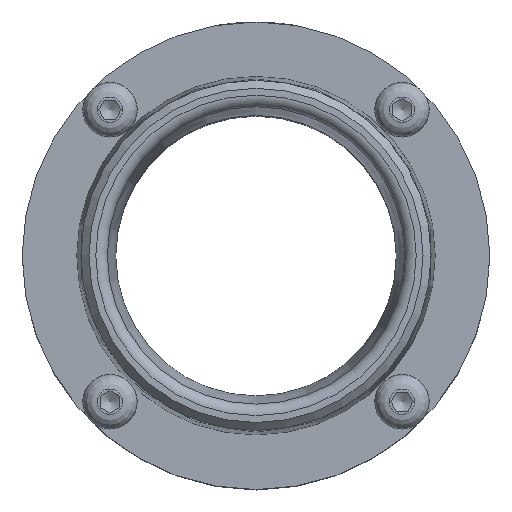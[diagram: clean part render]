
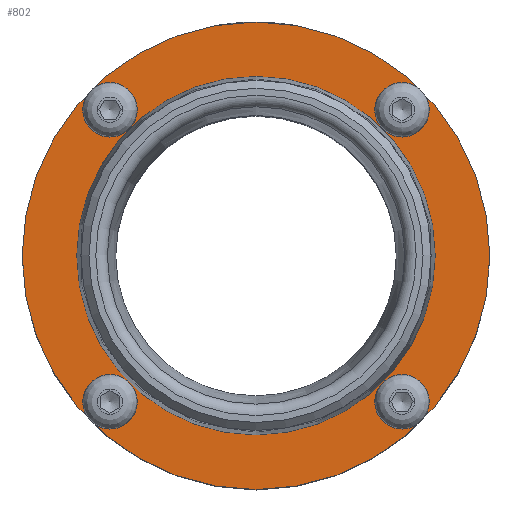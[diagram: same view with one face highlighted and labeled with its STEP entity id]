
A CAD part, top view. The second image highlights one B-rep face of the part: STEP entity #802.
In plain terms, the highlighted planar face has unit normal (0, 0, 1).
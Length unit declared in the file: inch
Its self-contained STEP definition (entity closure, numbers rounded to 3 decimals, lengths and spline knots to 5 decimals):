
#68=PLANE('',#954);
#119=CIRCLE('',#911,0.14063);
#121=CIRCLE('',#914,0.14063);
#123=CIRCLE('',#917,0.14063);
#125=CIRCLE('',#920,0.14063);
#126=CIRCLE('',#922,1.875);
#142=CIRCLE('',#953,1.3675);
#202=FACE_BOUND('',#389,.T.);
#203=FACE_BOUND('',#390,.T.);
#204=FACE_BOUND('',#391,.T.);
#205=FACE_BOUND('',#392,.T.);
#206=FACE_BOUND('',#393,.T.);
#277=FACE_OUTER_BOUND('',#388,.T.);
#388=EDGE_LOOP('',(#694));
#389=EDGE_LOOP('',(#695));
#390=EDGE_LOOP('',(#696));
#391=EDGE_LOOP('',(#697));
#392=EDGE_LOOP('',(#698));
#393=EDGE_LOOP('',(#699));
#471=VERTEX_POINT('',#1550);
#473=VERTEX_POINT('',#1555);
#475=VERTEX_POINT('',#1560);
#477=VERTEX_POINT('',#1565);
#478=VERTEX_POINT('',#1568);
#494=VERTEX_POINT('',#1615);
#544=EDGE_CURVE('',#471,#471,#119,.T.);
#546=EDGE_CURVE('',#473,#473,#121,.T.);
#548=EDGE_CURVE('',#475,#475,#123,.T.);
#550=EDGE_CURVE('',#477,#477,#125,.T.);
#551=EDGE_CURVE('',#478,#478,#126,.T.);
#567=EDGE_CURVE('',#494,#494,#142,.T.);
#694=ORIENTED_EDGE('',*,*,#551,.F.);
#695=ORIENTED_EDGE('',*,*,#544,.T.);
#696=ORIENTED_EDGE('',*,*,#546,.T.);
#697=ORIENTED_EDGE('',*,*,#548,.T.);
#698=ORIENTED_EDGE('',*,*,#550,.T.);
#699=ORIENTED_EDGE('',*,*,#567,.T.);
#802=ADVANCED_FACE('',(#277,#202,#203,#204,#205,#206),#68,.T.);
#911=AXIS2_PLACEMENT_3D('',#1551,#1090,#1091);
#914=AXIS2_PLACEMENT_3D('',#1556,#1096,#1097);
#917=AXIS2_PLACEMENT_3D('',#1561,#1102,#1103);
#920=AXIS2_PLACEMENT_3D('',#1566,#1108,#1109);
#922=AXIS2_PLACEMENT_3D('',#1569,#1112,#1113);
#953=AXIS2_PLACEMENT_3D('',#1616,#1174,#1175);
#954=AXIS2_PLACEMENT_3D('',#1617,#1176,#1177);
#1090=DIRECTION('center_axis',(0.,0.,-1.));
#1091=DIRECTION('ref_axis',(0.,1.,0.));
#1096=DIRECTION('center_axis',(0.,0.,-1.));
#1097=DIRECTION('ref_axis',(-1.,0.,0.));
#1102=DIRECTION('center_axis',(0.,0.,-1.));
#1103=DIRECTION('ref_axis',(0.,-1.,0.));
#1108=DIRECTION('center_axis',(0.,0.,-1.));
#1109=DIRECTION('ref_axis',(1.,0.,0.));
#1112=DIRECTION('center_axis',(0.,0.,-1.));
#1113=DIRECTION('ref_axis',(1.,0.,0.));
#1174=DIRECTION('center_axis',(0.,0.,-1.));
#1175=DIRECTION('ref_axis',(1.,0.,0.));
#1176=DIRECTION('center_axis',(0.,0.,1.));
#1177=DIRECTION('ref_axis',(1.,0.,0.));
#1550=CARTESIAN_POINT('',(-1.17097,1.31159,-1.2025));
#1551=CARTESIAN_POINT('Origin',(-1.17097,1.17097,-1.2025));
#1555=CARTESIAN_POINT('',(-1.31159,-1.17097,-1.2025));
#1556=CARTESIAN_POINT('Origin',(-1.17097,-1.17097,-1.2025));
#1560=CARTESIAN_POINT('',(1.17097,-1.31159,-1.2025));
#1561=CARTESIAN_POINT('Origin',(1.17097,-1.17097,-1.2025));
#1565=CARTESIAN_POINT('',(1.31159,1.17097,-1.2025));
#1566=CARTESIAN_POINT('Origin',(1.17097,1.17097,-1.2025));
#1568=CARTESIAN_POINT('',(0.,1.875,-1.2025));
#1569=CARTESIAN_POINT('Origin',(0.,0.,-1.2025));
#1615=CARTESIAN_POINT('',(0.,1.3675,-1.2025));
#1616=CARTESIAN_POINT('Origin',(0.,0.,-1.2025));
#1617=CARTESIAN_POINT('Origin',(0.,1.875,-1.2025));
